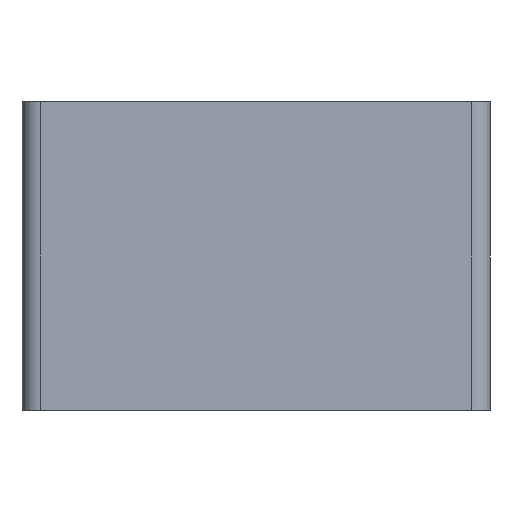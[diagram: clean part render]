
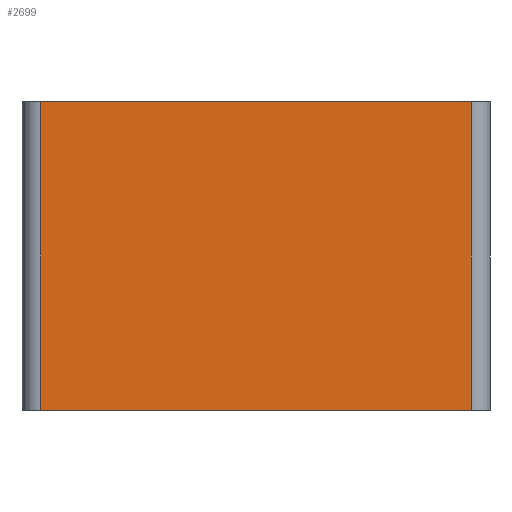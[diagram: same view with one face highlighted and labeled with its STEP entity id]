
A CAD part, left-side view. The second image highlights one B-rep face of the part: STEP entity #2699.
In plain terms, the highlighted planar face has unit normal (-1, 0, 0).
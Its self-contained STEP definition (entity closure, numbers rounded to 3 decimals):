
#44 = PLANE('',#45);
#45 = AXIS2_PLACEMENT_3D('',#46,#47,#48);
#46 = CARTESIAN_POINT('',(10.15,0.,51.5));
#47 = DIRECTION('',(0.,0.,1.));
#48 = DIRECTION('',(1.,0.,0.));
#212 = PLANE('',#213);
#213 = AXIS2_PLACEMENT_3D('',#214,#215,#216);
#214 = CARTESIAN_POINT('',(10.15,0.,2.));
#215 = DIRECTION('',(0.,0.,1.));
#216 = DIRECTION('',(1.,0.,0.));
#642 = VERTEX_POINT('',#643);
#643 = CARTESIAN_POINT('',(-57.,34.5,51.5));
#658 = CYLINDRICAL_SURFACE('',#659,3.);
#659 = AXIS2_PLACEMENT_3D('',#660,#661,#662);
#660 = CARTESIAN_POINT('',(-54.,34.5,2.));
#661 = DIRECTION('',(0.,0.,1.));
#662 = DIRECTION('',(0.,1.,0.));
#670 = EDGE_CURVE('',#642,#671,#673,.T.);
#671 = VERTEX_POINT('',#672);
#672 = CARTESIAN_POINT('',(-57.,-34.5,51.5));
#673 = SURFACE_CURVE('',#674,(#678,#685),.PCURVE_S1.);
#674 = LINE('',#675,#676);
#675 = CARTESIAN_POINT('',(-57.,37.5,51.5));
#676 = VECTOR('',#677,1.);
#677 = DIRECTION('',(0.,-1.,0.));
#678 = PCURVE('',#44,#679);
#679 = DEFINITIONAL_REPRESENTATION('',(#680),#684);
#680 = LINE('',#681,#682);
#681 = CARTESIAN_POINT('',(-67.15,37.5));
#682 = VECTOR('',#683,1.);
#683 = DIRECTION('',(0.,-1.));
#684 = ( GEOMETRIC_REPRESENTATION_CONTEXT(2) 
PARAMETRIC_REPRESENTATION_CONTEXT() REPRESENTATION_CONTEXT('2D SPACE',''
  ) );
#685 = PCURVE('',#686,#691);
#686 = PLANE('',#687);
#687 = AXIS2_PLACEMENT_3D('',#688,#689,#690);
#688 = CARTESIAN_POINT('',(-57.,37.5,2.));
#689 = DIRECTION('',(1.,0.,0.));
#690 = DIRECTION('',(0.,-1.,0.));
#691 = DEFINITIONAL_REPRESENTATION('',(#692),#696);
#692 = LINE('',#693,#694);
#693 = CARTESIAN_POINT('',(0.,-49.5));
#694 = VECTOR('',#695,1.);
#695 = DIRECTION('',(1.,0.));
#696 = ( GEOMETRIC_REPRESENTATION_CONTEXT(2) 
PARAMETRIC_REPRESENTATION_CONTEXT() REPRESENTATION_CONTEXT('2D SPACE',''
  ) );
#715 = CYLINDRICAL_SURFACE('',#716,3.);
#716 = AXIS2_PLACEMENT_3D('',#717,#718,#719);
#717 = CARTESIAN_POINT('',(-54.,-34.5,2.));
#718 = DIRECTION('',(0.,0.,1.));
#719 = DIRECTION('',(-1.,0.,0.));
#1994 = VERTEX_POINT('',#1995);
#1995 = CARTESIAN_POINT('',(-57.,34.5,2.));
#2017 = EDGE_CURVE('',#1994,#2018,#2020,.T.);
#2018 = VERTEX_POINT('',#2019);
#2019 = CARTESIAN_POINT('',(-57.,-34.5,2.));
#2020 = SURFACE_CURVE('',#2021,(#2025,#2032),.PCURVE_S1.);
#2021 = LINE('',#2022,#2023);
#2022 = CARTESIAN_POINT('',(-57.,37.5,2.));
#2023 = VECTOR('',#2024,1.);
#2024 = DIRECTION('',(0.,-1.,0.));
#2025 = PCURVE('',#212,#2026);
#2026 = DEFINITIONAL_REPRESENTATION('',(#2027),#2031);
#2027 = LINE('',#2028,#2029);
#2028 = CARTESIAN_POINT('',(-67.15,37.5));
#2029 = VECTOR('',#2030,1.);
#2030 = DIRECTION('',(0.,-1.));
#2031 = ( GEOMETRIC_REPRESENTATION_CONTEXT(2) 
PARAMETRIC_REPRESENTATION_CONTEXT() REPRESENTATION_CONTEXT('2D SPACE',''
  ) );
#2032 = PCURVE('',#686,#2033);
#2033 = DEFINITIONAL_REPRESENTATION('',(#2034),#2038);
#2034 = LINE('',#2035,#2036);
#2035 = CARTESIAN_POINT('',(0.,0.));
#2036 = VECTOR('',#2037,1.);
#2037 = DIRECTION('',(1.,0.));
#2038 = ( GEOMETRIC_REPRESENTATION_CONTEXT(2) 
PARAMETRIC_REPRESENTATION_CONTEXT() REPRESENTATION_CONTEXT('2D SPACE',''
  ) );
#2677 = EDGE_CURVE('',#1994,#642,#2678,.T.);
#2678 = SURFACE_CURVE('',#2679,(#2683,#2690),.PCURVE_S1.);
#2679 = LINE('',#2680,#2681);
#2680 = CARTESIAN_POINT('',(-57.,34.5,2.));
#2681 = VECTOR('',#2682,1.);
#2682 = DIRECTION('',(0.,0.,1.));
#2683 = PCURVE('',#658,#2684);
#2684 = DEFINITIONAL_REPRESENTATION('',(#2685),#2689);
#2685 = LINE('',#2686,#2687);
#2686 = CARTESIAN_POINT('',(1.571,0.));
#2687 = VECTOR('',#2688,1.);
#2688 = DIRECTION('',(0.,1.));
#2689 = ( GEOMETRIC_REPRESENTATION_CONTEXT(2) 
PARAMETRIC_REPRESENTATION_CONTEXT() REPRESENTATION_CONTEXT('2D SPACE',''
  ) );
#2690 = PCURVE('',#686,#2691);
#2691 = DEFINITIONAL_REPRESENTATION('',(#2692),#2696);
#2692 = LINE('',#2693,#2694);
#2693 = CARTESIAN_POINT('',(3.,0.));
#2694 = VECTOR('',#2695,1.);
#2695 = DIRECTION('',(0.,-1.));
#2696 = ( GEOMETRIC_REPRESENTATION_CONTEXT(2) 
PARAMETRIC_REPRESENTATION_CONTEXT() REPRESENTATION_CONTEXT('2D SPACE',''
  ) );
#2699 = ADVANCED_FACE('',(#2700),#686,.F.);
#2700 = FACE_BOUND('',#2701,.F.);
#2701 = EDGE_LOOP('',(#2702,#2703,#2704,#2705));
#2702 = ORIENTED_EDGE('',*,*,#2017,.F.);
#2703 = ORIENTED_EDGE('',*,*,#2677,.T.);
#2704 = ORIENTED_EDGE('',*,*,#670,.T.);
#2705 = ORIENTED_EDGE('',*,*,#2706,.F.);
#2706 = EDGE_CURVE('',#2018,#671,#2707,.T.);
#2707 = SURFACE_CURVE('',#2708,(#2712,#2719),.PCURVE_S1.);
#2708 = LINE('',#2709,#2710);
#2709 = CARTESIAN_POINT('',(-57.,-34.5,2.));
#2710 = VECTOR('',#2711,1.);
#2711 = DIRECTION('',(0.,0.,1.));
#2712 = PCURVE('',#686,#2713);
#2713 = DEFINITIONAL_REPRESENTATION('',(#2714),#2718);
#2714 = LINE('',#2715,#2716);
#2715 = CARTESIAN_POINT('',(72.,0.));
#2716 = VECTOR('',#2717,1.);
#2717 = DIRECTION('',(0.,-1.));
#2718 = ( GEOMETRIC_REPRESENTATION_CONTEXT(2) 
PARAMETRIC_REPRESENTATION_CONTEXT() REPRESENTATION_CONTEXT('2D SPACE',''
  ) );
#2719 = PCURVE('',#715,#2720);
#2720 = DEFINITIONAL_REPRESENTATION('',(#2721),#2725);
#2721 = LINE('',#2722,#2723);
#2722 = CARTESIAN_POINT('',(0.,0.));
#2723 = VECTOR('',#2724,1.);
#2724 = DIRECTION('',(0.,1.));
#2725 = ( GEOMETRIC_REPRESENTATION_CONTEXT(2) 
PARAMETRIC_REPRESENTATION_CONTEXT() REPRESENTATION_CONTEXT('2D SPACE',''
  ) );
